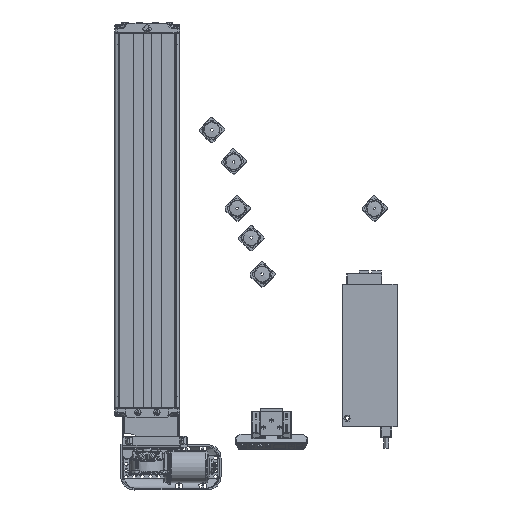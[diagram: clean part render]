
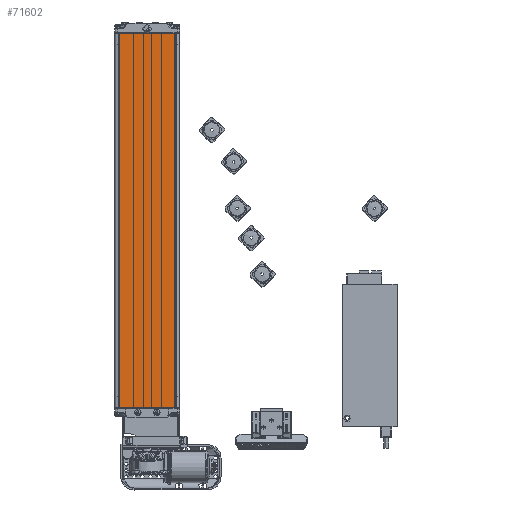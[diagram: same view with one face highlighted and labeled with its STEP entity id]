
A CAD part, top view. The second image highlights one B-rep face of the part: STEP entity #71602.
In plain terms, the highlighted planar face has unit normal (0, 0, 1).
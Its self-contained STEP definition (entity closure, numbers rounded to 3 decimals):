
#13146=FACE_OUTER_BOUND('',#17377,.T.);
#17377=EDGE_LOOP('',(#48469,#48470,#48471,#48472));
#21971=LINE('',#104840,#26242);
#21972=LINE('',#104842,#26243);
#21973=LINE('',#104844,#26244);
#21974=LINE('',#104845,#26245);
#26242=VECTOR('',#84613,691.5);
#26243=VECTOR('',#84614,108.);
#26244=VECTOR('',#84615,691.5);
#26245=VECTOR('',#84616,108.);
#30513=VERTEX_POINT('',#104838);
#30514=VERTEX_POINT('',#104839);
#30515=VERTEX_POINT('',#104841);
#30516=VERTEX_POINT('',#104843);
#37475=EDGE_CURVE('',#30513,#30514,#21971,.F.);
#37476=EDGE_CURVE('',#30514,#30515,#21972,.T.);
#37477=EDGE_CURVE('',#30515,#30516,#21973,.T.);
#37478=EDGE_CURVE('',#30516,#30513,#21974,.F.);
#48469=ORIENTED_EDGE('',*,*,#37475,.T.);
#48470=ORIENTED_EDGE('',*,*,#37476,.T.);
#48471=ORIENTED_EDGE('',*,*,#37477,.T.);
#48472=ORIENTED_EDGE('',*,*,#37478,.T.);
#70457=PLANE('',#76629);
#71602=ADVANCED_FACE('',(#13146),#70457,.T.);
#76629=AXIS2_PLACEMENT_3D('',#104837,#84611,#84612);
#84611=DIRECTION('center_axis',(0.,0.,1.));
#84612=DIRECTION('ref_axis',(1.,0.,0.));
#84613=DIRECTION('',(0.,-1.,0.));
#84614=DIRECTION('',(-1.,0.,0.));
#84615=DIRECTION('',(0.,-1.,0.));
#84616=DIRECTION('',(-1.,0.,0.));
#104837=CARTESIAN_POINT('Origin',(60.,692.5,30.));
#104838=CARTESIAN_POINT('',(54.,0.5,30.));
#104839=CARTESIAN_POINT('',(54.,692.,30.));
#104840=CARTESIAN_POINT('',(54.,692.,30.));
#104841=CARTESIAN_POINT('',(-54.,692.,30.));
#104842=CARTESIAN_POINT('',(54.,692.,30.));
#104843=CARTESIAN_POINT('',(-54.,0.5,30.));
#104844=CARTESIAN_POINT('',(-54.,692.,30.));
#104845=CARTESIAN_POINT('',(54.,0.5,30.));
